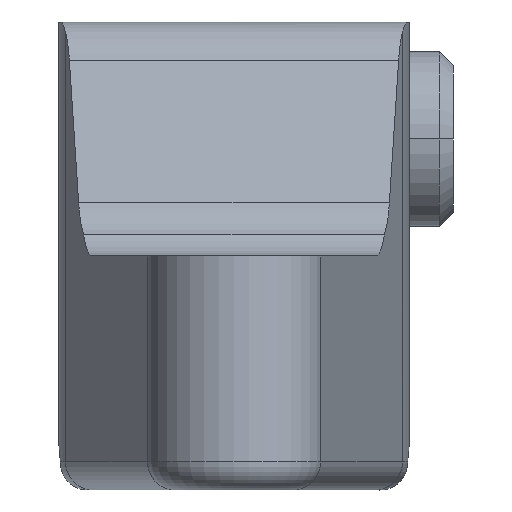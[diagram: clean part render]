
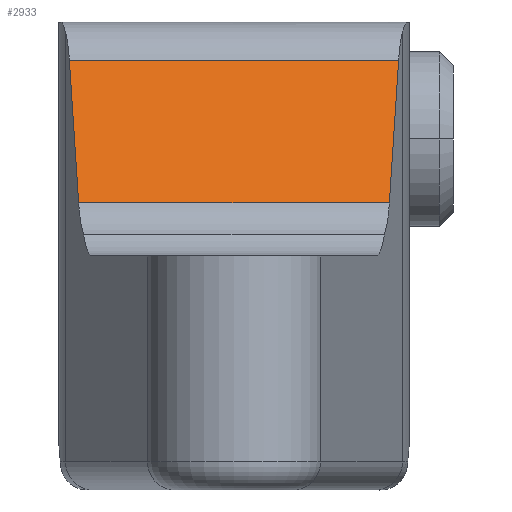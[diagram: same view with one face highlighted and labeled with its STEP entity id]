
A CAD part, front view. The second image highlights one B-rep face of the part: STEP entity #2933.
In plain terms, the highlighted planar face has unit normal (0, -0.938, 0.346).
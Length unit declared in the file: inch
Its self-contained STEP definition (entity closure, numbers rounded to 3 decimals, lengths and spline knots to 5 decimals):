
#300=DIRECTION('',(-1.,0.,0.));
#301=VECTOR('',#300,0.70348);
#302=CARTESIAN_POINT('',(0.35174,-0.33526,
0.9183));
#303=LINE('',#302,#301);
#341=DIRECTION('',(0.061,0.346,0.936));
#342=VECTOR('',#341,0.32531);
#343=CARTESIAN_POINT('',(0.33196,-0.44774,
0.6137));
#344=LINE('',#343,#342);
#380=DIRECTION('',(-0.061,0.346,0.936));
#381=VECTOR('',#380,0.32531);
#382=CARTESIAN_POINT('',(-0.33196,-0.44774,
0.6137));
#383=LINE('',#382,#381);
#1460=DIRECTION('',(-1.,0.,0.));
#1461=VECTOR('',#1460,0.66393);
#1462=CARTESIAN_POINT('',(0.33196,-0.44774,
0.6137));
#1463=LINE('',#1462,#1461);
#1489=CARTESIAN_POINT('',(-0.33196,-0.44774,
0.6137));
#1490=CARTESIAN_POINT('',(-0.35174,-0.33526,
0.9183));
#1491=VERTEX_POINT('',#1489);
#1492=VERTEX_POINT('',#1490);
#1493=CARTESIAN_POINT('',(0.33196,-0.44774,
0.6137));
#1494=CARTESIAN_POINT('',(0.35174,-0.33526,
0.9183));
#1495=VERTEX_POINT('',#1493);
#1496=VERTEX_POINT('',#1494);
#2921=CARTESIAN_POINT('',(0.45,-0.44774,0.6137));
#2922=DIRECTION('',(0.,0.938,-0.346));
#2923=DIRECTION('',(0.,0.346,0.938));
#2924=AXIS2_PLACEMENT_3D('',#2921,#2922,#2923);
#2925=PLANE('',#2924);
#2926=ORIENTED_EDGE('',*,*,#1880,.T.);
#2927=ORIENTED_EDGE('',*,*,#1817,.F.);
#2928=ORIENTED_EDGE('',*,*,#1841,.F.);
#2930=ORIENTED_EDGE('',*,*,#2929,.T.);
#2931=EDGE_LOOP('',(#2926,#2927,#2928,#2930));
#2932=FACE_OUTER_BOUND('',#2931,.F.);
#2933=ADVANCED_FACE('',(#2932),#2925,.F.);
#1817=EDGE_CURVE('',#1496,#1492,#303,.T.);
#1841=EDGE_CURVE('',#1495,#1496,#344,.T.);
#1880=EDGE_CURVE('',#1491,#1492,#383,.T.);
#2929=EDGE_CURVE('',#1495,#1491,#1463,.T.);
